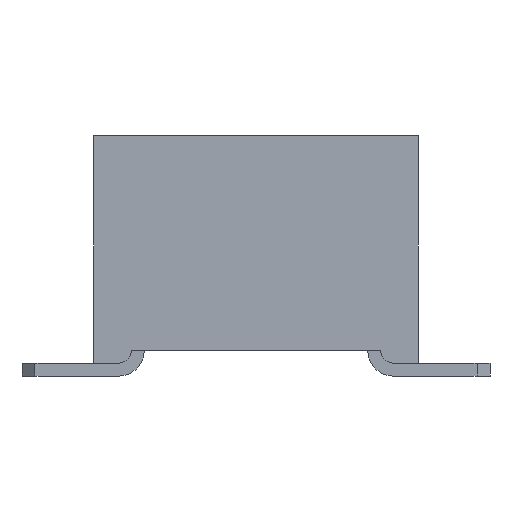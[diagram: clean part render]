
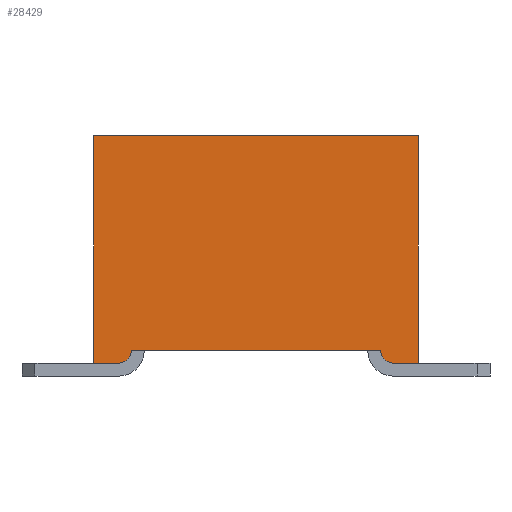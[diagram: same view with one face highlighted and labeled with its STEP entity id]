
A CAD part, front view. The second image highlights one B-rep face of the part: STEP entity #28429.
In plain terms, the highlighted face is planar.
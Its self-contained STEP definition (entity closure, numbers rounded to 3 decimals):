
#1322=CIRCLE('',#30994,0.2);
#1323=CIRCLE('',#30995,0.2);
#9386=ORIENTED_EDGE('',*,*,#13595,.T.);
#9387=ORIENTED_EDGE('',*,*,#13624,.T.);
#9388=ORIENTED_EDGE('',*,*,#13625,.F.);
#9389=ORIENTED_EDGE('',*,*,#13626,.T.);
#9390=ORIENTED_EDGE('',*,*,#13621,.T.);
#9391=ORIENTED_EDGE('',*,*,#13597,.T.);
#9392=ORIENTED_EDGE('',*,*,#13604,.T.);
#9393=ORIENTED_EDGE('',*,*,#13601,.T.);
#13595=EDGE_CURVE('',#16242,#16241,#19449,.T.);
#13597=EDGE_CURVE('',#16243,#16244,#19451,.T.);
#13601=EDGE_CURVE('',#16247,#16242,#19455,.T.);
#13604=EDGE_CURVE('',#16244,#16247,#19458,.T.);
#13621=EDGE_CURVE('',#16256,#16243,#19475,.T.);
#13624=EDGE_CURVE('',#16241,#16258,#1322,.T.);
#13625=EDGE_CURVE('',#16259,#16258,#19478,.T.);
#13626=EDGE_CURVE('',#16259,#16256,#1323,.T.);
#16241=VERTEX_POINT('',#47171);
#16242=VERTEX_POINT('',#47173);
#16243=VERTEX_POINT('',#47177);
#16244=VERTEX_POINT('',#47178);
#16247=VERTEX_POINT('',#47186);
#16256=VERTEX_POINT('',#47223);
#16258=VERTEX_POINT('',#47229);
#16259=VERTEX_POINT('',#47231);
#19449=LINE('',#47172,#22691);
#19451=LINE('',#47176,#22693);
#19455=LINE('',#47185,#22697);
#19458=LINE('',#47191,#22700);
#19475=LINE('',#47222,#22717);
#19478=LINE('',#47230,#22720);
#22691=VECTOR('',#38928,1000.);
#22693=VECTOR('',#38932,1000.);
#22697=VECTOR('',#38938,1000.);
#22700=VECTOR('',#38943,1000.);
#22717=VECTOR('',#38974,1000.);
#22720=VECTOR('',#38981,1000.);
#24279=EDGE_LOOP('',(#9386,#9387,#9388,#9389,#9390,#9391,#9392,#9393));
#25819=FACE_BOUND('',#24279,.T.);
#26909=PLANE('',#30993);
#28429=ADVANCED_FACE('',(#25819),#26909,.T.);
#30993=AXIS2_PLACEMENT_3D('',#47227,#38977,#38978);
#30994=AXIS2_PLACEMENT_3D('',#47228,#38979,#38980);
#30995=AXIS2_PLACEMENT_3D('',#47232,#38982,#38983);
#38928=DIRECTION('',(0.,-1.,0.));
#38932=DIRECTION('',(0.,0.,1.));
#38938=DIRECTION('',(0.,0.,-1.));
#38943=DIRECTION('',(0.,1.,0.));
#38974=DIRECTION('',(0.,-1.,0.));
#38977=DIRECTION('',(-1.,0.,0.));
#38978=DIRECTION('',(0.,0.,1.));
#38979=DIRECTION('',(-1.,0.,0.));
#38980=DIRECTION('',(0.,0.,1.));
#38981=DIRECTION('',(0.,1.,0.));
#38982=DIRECTION('',(-1.,0.,0.));
#38983=DIRECTION('',(0.,0.,1.));
#47171=CARTESIAN_POINT('',(-11.43,2.12,-1.75));
#47172=CARTESIAN_POINT('',(-11.43,2.5,-1.75));
#47173=CARTESIAN_POINT('',(-11.43,2.5,-1.75));
#47176=CARTESIAN_POINT('',(-11.43,-2.5,-1.75));
#47177=CARTESIAN_POINT('',(-11.43,-2.5,-1.75));
#47178=CARTESIAN_POINT('',(-11.43,-2.5,1.75));
#47185=CARTESIAN_POINT('',(-11.43,2.5,1.75));
#47186=CARTESIAN_POINT('',(-11.43,2.5,1.75));
#47191=CARTESIAN_POINT('',(-11.43,-2.5,1.75));
#47222=CARTESIAN_POINT('',(-11.43,2.5,-1.75));
#47223=CARTESIAN_POINT('',(-11.43,-2.12,-1.75));
#47227=CARTESIAN_POINT('',(-11.43,0.,0.));
#47228=CARTESIAN_POINT('',(-11.43,2.12,-1.55));
#47229=CARTESIAN_POINT('',(-11.43,1.92,-1.55));
#47230=CARTESIAN_POINT('',(-11.43,0.,-1.55));
#47231=CARTESIAN_POINT('',(-11.43,-1.92,-1.55));
#47232=CARTESIAN_POINT('',(-11.43,-2.12,-1.55));
